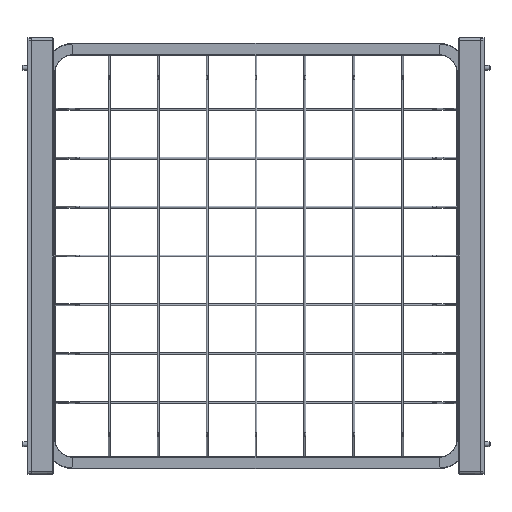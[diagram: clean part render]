
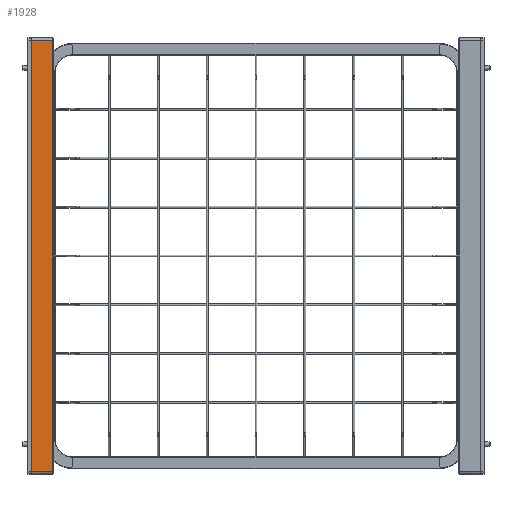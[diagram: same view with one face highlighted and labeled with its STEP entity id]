
A CAD part, front view. The second image highlights one B-rep face of the part: STEP entity #1928.
In plain terms, the highlighted planar face has unit normal (0.018, -1, 0).
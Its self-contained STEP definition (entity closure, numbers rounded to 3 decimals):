
#939 = DIRECTION ( 'NONE',  ( 1., 0.017, 0.017 ) ) ;
#987 = CARTESIAN_POINT ( 'NONE',  ( 21.509, -10.625, -220.125 ) ) ;
#1083 = VECTOR ( 'NONE', #6206, 1000. ) ;
#1779 = VERTEX_POINT ( 'NONE', #987 ) ;
#1866 = DIRECTION ( 'NONE',  ( 0., 0., 1. ) ) ;
#1928 = ADVANCED_FACE ( 'NONE', ( #5284 ), #5179, .T. ) ;
#2118 = EDGE_LOOP ( 'NONE', ( #11181, #7005, #6314, #4587 ) ) ;
#2485 = AXIS2_PLACEMENT_3D ( 'NONE', #4260, #9021, #10978 ) ;
#2931 = CARTESIAN_POINT ( 'NONE',  ( 7.745, -10.865, -220.365 ) ) ;
#3304 = CARTESIAN_POINT ( 'NONE',  ( 0., -11., 223.5 ) ) ;
#3649 = VERTEX_POINT ( 'NONE', #11515 ) ;
#3817 = CARTESIAN_POINT ( 'NONE',  ( 21.509, -10.625, 220.116 ) ) ;
#4260 = CARTESIAN_POINT ( 'NONE',  ( 0., -11., 223.5 ) ) ;
#4587 = ORIENTED_EDGE ( 'NONE', *, *, #8297, .T. ) ;
#4594 = LINE ( 'NONE', #8328, #7133 ) ;
#4893 = VERTEX_POINT ( 'NONE', #6015 ) ;
#5179 = PLANE ( 'NONE',  #2485 ) ;
#5284 = FACE_OUTER_BOUND ( 'NONE', #2118, .T. ) ;
#5304 = EDGE_CURVE ( 'NONE', #4893, #1779, #8892, .T. ) ;
#5485 = DIRECTION ( 'NONE',  ( -1., -0.017, 0.017 ) ) ;
#6015 = CARTESIAN_POINT ( 'NONE',  ( 0., -11., -220.5 ) ) ;
#6206 = DIRECTION ( 'NONE',  ( 0., 0., -1. ) ) ;
#6305 = VECTOR ( 'NONE', #1866, 1000. ) ;
#6314 = ORIENTED_EDGE ( 'NONE', *, *, #9923, .T. ) ;
#6665 = LINE ( 'NONE', #3817, #6305 ) ;
#6809 = CARTESIAN_POINT ( 'NONE',  ( 0., -11., 220.5 ) ) ;
#6986 = VERTEX_POINT ( 'NONE', #6809 ) ;
#7005 = ORIENTED_EDGE ( 'NONE', *, *, #11711, .T. ) ;
#7133 = VECTOR ( 'NONE', #5485, 1000. ) ;
#8297 = EDGE_CURVE ( 'NONE', #6986, #4893, #11869, .T. ) ;
#8328 = CARTESIAN_POINT ( 'NONE',  ( -0.052, -11.001, 220.501 ) ) ;
#8892 = LINE ( 'NONE', #2931, #11407 ) ;
#9021 = DIRECTION ( 'NONE',  ( 0.017, -1., 0. ) ) ;
#9923 = EDGE_CURVE ( 'NONE', #3649, #6986, #4594, .T. ) ;
#10978 = DIRECTION ( 'NONE',  ( 1., 0.017, 0. ) ) ;
#11181 = ORIENTED_EDGE ( 'NONE', *, *, #5304, .T. ) ;
#11407 = VECTOR ( 'NONE', #939, 1000. ) ;
#11515 = CARTESIAN_POINT ( 'NONE',  ( 21.509, -10.625, 220.125 ) ) ;
#11711 = EDGE_CURVE ( 'NONE', #1779, #3649, #6665, .T. ) ;
#11869 = LINE ( 'NONE', #3304, #1083 ) ;
